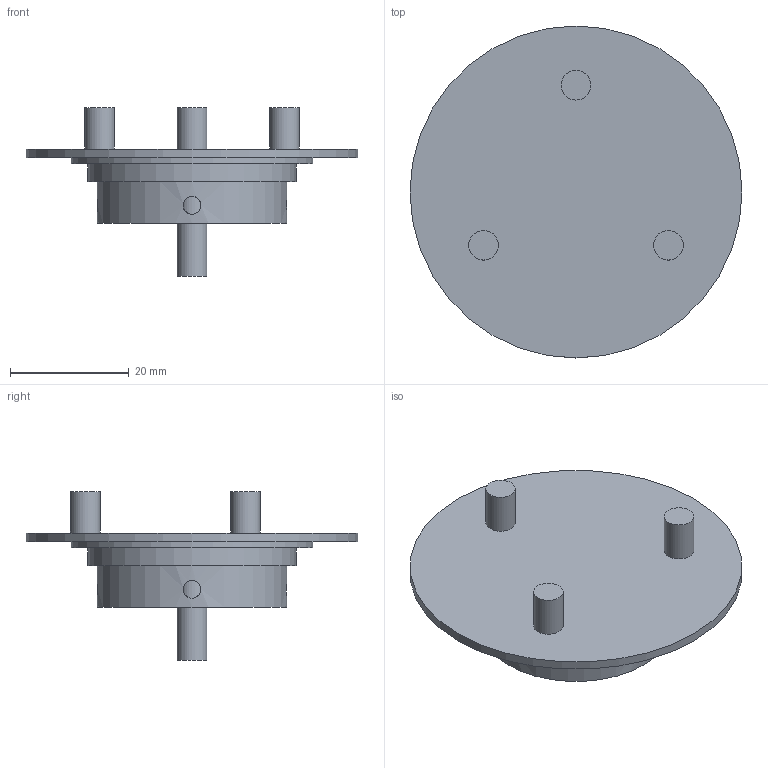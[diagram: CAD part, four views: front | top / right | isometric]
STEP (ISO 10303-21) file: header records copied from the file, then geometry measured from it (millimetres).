
FILE_DESCRIPTION(/* description */ (''),/* implementation_level */ '2;1');
FILE_NAME(/* name */ 'PLANITARY PULLEY PLATE.step',/* time_stamp */ '2024-08-13T22:10:11-04:00',/* author */ (''),/* organization */ (''),/* preprocessor_version */ 'ST-DEVELOPER v20',/* originating_system */ 'Autodesk Translation Framework v13.14.0.145',/* authorisation */ '');
FILE_SCHEMA (('AUTOMOTIVE_DESIGN { 1 0 10303 214 3 1 1 }'));
Length unit declared in the file: millimetre
Products named in the file (1): PLANITARY GEAR BOX
Bounding box: 56 x 56 x 28.5 mm (x, y, z)
Volume: 12496.7 mm3; surface area: 7562.8 mm2
Topology: 1 solids, 1 shells, 39 faces, 99 edges, 68 vertices
Faces by surface type: plane 26, cylinder 13
Full cylindrical faces by diameter (mm): 2.85 x2, 3 x2, 5 x4, 16 x1, 32 x1, 35.1 x1, 40.8 x1, 56 x1
Entity records: 1428 total; most frequent: CARTESIAN_POINT 415, ORIENTED_EDGE 198, DIRECTION 195, EDGE_CURVE 99, AXIS2_PLACEMENT_3D 72, VERTEX_POINT 68, EDGE_LOOP 53, LINE 51
